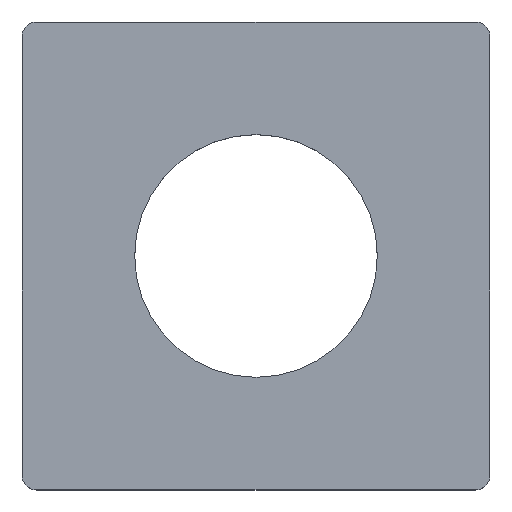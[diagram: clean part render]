
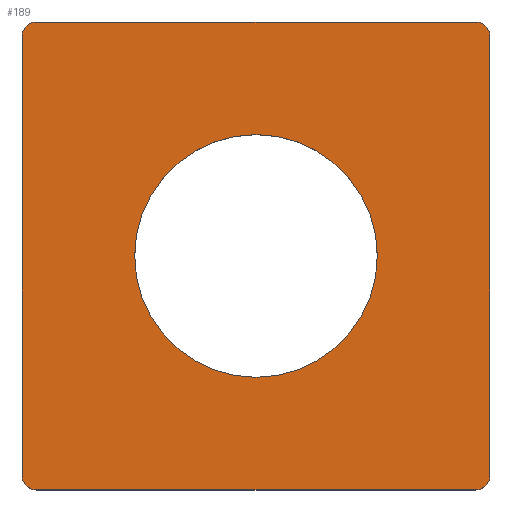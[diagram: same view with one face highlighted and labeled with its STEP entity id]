
A CAD part, top view. The second image highlights one B-rep face of the part: STEP entity #189.
In plain terms, the highlighted planar face has unit normal (0, 0, 1).
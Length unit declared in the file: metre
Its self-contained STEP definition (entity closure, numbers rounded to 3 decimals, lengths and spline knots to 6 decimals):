
#17=LINE('',#299,#33);
#18=LINE('',#303,#34);
#19=LINE('',#307,#35);
#20=LINE('',#311,#36);
#33=VECTOR('',#240,1.);
#34=VECTOR('',#243,1.);
#35=VECTOR('',#246,1.);
#36=VECTOR('',#249,1.);
#49=ORIENTED_EDGE('',*,*,#101,.T.);
#50=ORIENTED_EDGE('',*,*,#102,.T.);
#51=ORIENTED_EDGE('',*,*,#103,.T.);
#52=ORIENTED_EDGE('',*,*,#104,.T.);
#53=ORIENTED_EDGE('',*,*,#105,.T.);
#54=ORIENTED_EDGE('',*,*,#106,.T.);
#55=ORIENTED_EDGE('',*,*,#107,.T.);
#56=ORIENTED_EDGE('',*,*,#108,.T.);
#57=ORIENTED_EDGE('',*,*,#109,.F.);
#101=EDGE_CURVE('',#127,#128,#145,.T.);
#102=EDGE_CURVE('',#128,#129,#17,.T.);
#103=EDGE_CURVE('',#129,#130,#146,.T.);
#104=EDGE_CURVE('',#130,#131,#18,.T.);
#105=EDGE_CURVE('',#131,#132,#147,.T.);
#106=EDGE_CURVE('',#132,#133,#19,.T.);
#107=EDGE_CURVE('',#133,#134,#148,.T.);
#108=EDGE_CURVE('',#134,#127,#20,.T.);
#109=EDGE_CURVE('',#135,#135,#149,.T.);
#127=VERTEX_POINT('',#297);
#128=VERTEX_POINT('',#298);
#129=VERTEX_POINT('',#300);
#130=VERTEX_POINT('',#302);
#131=VERTEX_POINT('',#304);
#132=VERTEX_POINT('',#306);
#133=VERTEX_POINT('',#308);
#134=VERTEX_POINT('',#310);
#135=VERTEX_POINT('',#313);
#145=CIRCLE('',#214,0.00025);
#146=CIRCLE('',#215,0.00025);
#147=CIRCLE('',#216,0.00025);
#148=CIRCLE('',#217,0.00025);
#149=CIRCLE('',#218,0.002074);
#155=EDGE_LOOP('',(#49,#50,#51,#52,#53,#54,#55,#56));
#156=EDGE_LOOP('',(#57));
#169=FACE_BOUND('',#155,.T.);
#170=FACE_BOUND('',#156,.T.);
#183=PLANE('',#213);
#189=ADVANCED_FACE('',(#169,#170),#183,.F.);
#213=AXIS2_PLACEMENT_3D('',#295,#236,#237);
#214=AXIS2_PLACEMENT_3D('',#296,#238,#239);
#215=AXIS2_PLACEMENT_3D('',#301,#241,#242);
#216=AXIS2_PLACEMENT_3D('',#305,#244,#245);
#217=AXIS2_PLACEMENT_3D('',#309,#247,#248);
#218=AXIS2_PLACEMENT_3D('',#312,#250,#251);
#236=DIRECTION('',(0.,0.,-1.));
#237=DIRECTION('',(0.,1.,0.));
#238=DIRECTION('',(0.,0.,1.));
#239=DIRECTION('',(0.,1.,0.));
#240=DIRECTION('',(1.,0.,0.));
#241=DIRECTION('',(0.,0.,1.));
#242=DIRECTION('',(0.,-1.,0.));
#243=DIRECTION('',(0.,1.,0.));
#244=DIRECTION('',(0.,0.,1.));
#245=DIRECTION('',(0.,-1.,0.));
#246=DIRECTION('',(-1.,0.,0.));
#247=DIRECTION('',(0.,0.,1.));
#248=DIRECTION('',(0.,-1.,0.));
#249=DIRECTION('',(0.,-1.,0.));
#250=DIRECTION('',(0.,0.,1.));
#251=DIRECTION('',(0.,-1.,0.));
#295=CARTESIAN_POINT('',(0.1506,0.03075,0.01535));
#296=CARTESIAN_POINT('',(0.1506,0.03075,0.01535));
#297=CARTESIAN_POINT('',(0.15035,0.03075,0.01535));
#298=CARTESIAN_POINT('',(0.1506,0.0305,0.01535));
#299=CARTESIAN_POINT('',(0.1581,0.0305,0.01535));
#300=CARTESIAN_POINT('',(0.1581,0.0305,0.01535));
#301=CARTESIAN_POINT('',(0.1581,0.03075,0.01535));
#302=CARTESIAN_POINT('',(0.15835,0.03075,0.01535));
#303=CARTESIAN_POINT('',(0.15835,0.03075,0.01535));
#304=CARTESIAN_POINT('',(0.15835,0.03825,0.01535));
#305=CARTESIAN_POINT('',(0.1581,0.03825,0.01535));
#306=CARTESIAN_POINT('',(0.1581,0.0385,0.01535));
#307=CARTESIAN_POINT('',(0.1581,0.0385,0.01535));
#308=CARTESIAN_POINT('',(0.1506,0.0385,0.01535));
#309=CARTESIAN_POINT('',(0.1506,0.03825,0.01535));
#310=CARTESIAN_POINT('',(0.15035,0.03825,0.01535));
#311=CARTESIAN_POINT('',(0.15035,0.03075,0.01535));
#312=CARTESIAN_POINT('',(0.15435,0.0345,0.01535));
#313=CARTESIAN_POINT('',(0.15435,0.032426,0.01535));
